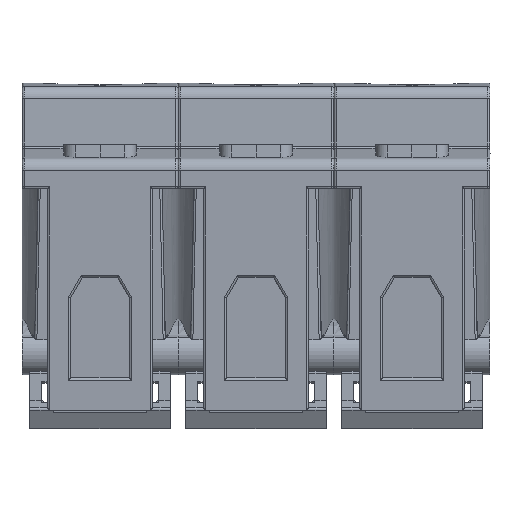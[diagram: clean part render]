
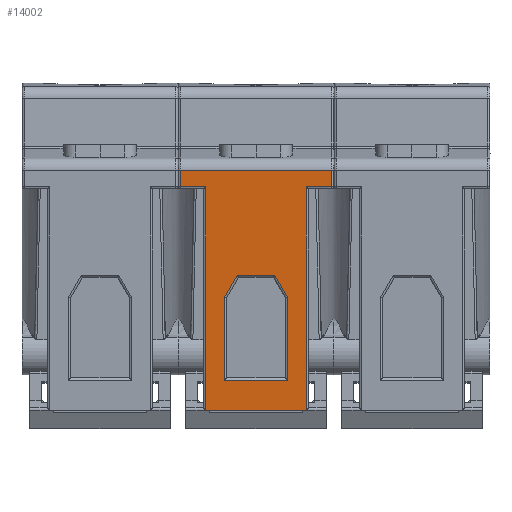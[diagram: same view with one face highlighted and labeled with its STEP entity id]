
A CAD part, front view. The second image highlights one B-rep face of the part: STEP entity #14002.
In plain terms, the highlighted planar face has unit normal (0, -0.996, -0.087).
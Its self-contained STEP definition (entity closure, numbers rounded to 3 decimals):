
#10657=FACE_BOUND('',#17391,.T.);
#10658=FACE_BOUND('',#17392,.T.);
#11223=PLANE('',#38212);
#14002=ADVANCED_FACE('',(#10657,#10658),#11223,.T.);
#17391=EDGE_LOOP('',(#22678,#22679,#22680,#22681,#22682,#22683,#22684,#22685));
#17392=EDGE_LOOP('',(#22686,#22687,#22688,#22689,#22690,#22691));
#22678=ORIENTED_EDGE('',*,*,#30180,.T.);
#22679=ORIENTED_EDGE('',*,*,#30185,.T.);
#22680=ORIENTED_EDGE('',*,*,#30772,.F.);
#22681=ORIENTED_EDGE('',*,*,#30132,.T.);
#22682=ORIENTED_EDGE('',*,*,#30121,.T.);
#22683=ORIENTED_EDGE('',*,*,#30104,.T.);
#22684=ORIENTED_EDGE('',*,*,#30785,.T.);
#22685=ORIENTED_EDGE('',*,*,#30175,.T.);
#22686=ORIENTED_EDGE('',*,*,#29782,.T.);
#22687=ORIENTED_EDGE('',*,*,#30786,.T.);
#22688=ORIENTED_EDGE('',*,*,#29788,.T.);
#22689=ORIENTED_EDGE('',*,*,#30787,.T.);
#22690=ORIENTED_EDGE('',*,*,#29791,.T.);
#22691=ORIENTED_EDGE('',*,*,#30788,.T.);
#26902=VERTEX_POINT('',#50784);
#26903=VERTEX_POINT('',#50785);
#26908=VERTEX_POINT('',#50796);
#26909=VERTEX_POINT('',#50798);
#26910=VERTEX_POINT('',#50802);
#26912=VERTEX_POINT('',#50805);
#26964=VERTEX_POINT('',#51225);
#26977=VERTEX_POINT('',#51300);
#27123=VERTEX_POINT('',#51843);
#27135=VERTEX_POINT('',#51877);
#27142=VERTEX_POINT('',#51899);
#27169=VERTEX_POINT('',#52007);
#27171=VERTEX_POINT('',#52016);
#27174=VERTEX_POINT('',#52024);
#29782=EDGE_CURVE('',#26902,#26903,#33039,.T.);
#29788=EDGE_CURVE('',#26909,#26908,#33042,.T.);
#29791=EDGE_CURVE('',#26912,#26910,#33043,.T.);
#30104=EDGE_CURVE('',#26977,#27123,#33163,.T.);
#30121=EDGE_CURVE('',#27135,#26977,#33172,.T.);
#30132=EDGE_CURVE('',#27142,#27135,#33176,.T.);
#30175=EDGE_CURVE('',#27169,#26964,#33196,.T.);
#30180=EDGE_CURVE('',#26964,#27171,#33199,.T.);
#30185=EDGE_CURVE('',#27171,#27174,#33201,.T.);
#30772=EDGE_CURVE('',#27142,#27174,#33544,.T.);
#30785=EDGE_CURVE('',#27123,#27169,#33553,.T.);
#30786=EDGE_CURVE('',#26903,#26909,#33554,.T.);
#30787=EDGE_CURVE('',#26908,#26912,#33555,.T.);
#30788=EDGE_CURVE('',#26910,#26902,#33556,.T.);
#33039=LINE('',#50783,#35136);
#33042=LINE('',#50797,#35139);
#33043=LINE('',#50804,#35140);
#33163=LINE('',#51842,#35260);
#33172=LINE('',#51876,#35269);
#33176=LINE('',#51898,#35273);
#33196=LINE('',#52006,#35293);
#33199=LINE('',#52015,#35296);
#33201=LINE('',#52026,#35298);
#33544=LINE('',#53905,#35641);
#33553=LINE('',#53934,#35650);
#33554=LINE('',#53935,#35651);
#33555=LINE('',#53936,#35652);
#33556=LINE('',#53937,#35653);
#35136=VECTOR('',#41849,1.);
#35139=VECTOR('',#41860,1.);
#35140=VECTOR('',#41867,1.);
#35260=VECTOR('',#42513,1.);
#35269=VECTOR('',#42548,1.);
#35273=VECTOR('',#42574,1.);
#35293=VECTOR('',#42666,1.);
#35296=VECTOR('',#42677,1.);
#35298=VECTOR('',#42687,1.);
#35641=VECTOR('',#43734,1.);
#35650=VECTOR('',#43777,1.);
#35651=VECTOR('',#43778,1.);
#35652=VECTOR('',#43779,1.);
#35653=VECTOR('',#43780,1.);
#38212=AXIS2_PLACEMENT_3D('',#53938,#43781,#43782);
#41849=DIRECTION('',(1.,0.,0.));
#41860=DIRECTION('',(0.,0.087,-0.996));
#41867=DIRECTION('',(0.,-0.087,0.996));
#42513=DIRECTION('',(0.,-0.087,0.996));
#42548=DIRECTION('',(1.,0.,0.));
#42574=DIRECTION('',(0.,-0.087,0.996));
#42666=DIRECTION('',(0.,0.087,-0.996));
#42677=DIRECTION('',(1.,0.,0.));
#42687=DIRECTION('',(0.,0.087,-0.996));
#43734=DIRECTION('',(-1.,0.,0.));
#43777=DIRECTION('',(-1.,0.,0.));
#43778=DIRECTION('',(0.502,0.075,-0.862));
#43779=DIRECTION('',(-1.,0.,0.));
#43780=DIRECTION('',(0.502,-0.075,0.862));
#43781=DIRECTION('',(0.,-0.996,-0.087));
#43782=DIRECTION('',(-1.,0.,0.));
#50783=CARTESIAN_POINT('',(42.871,1.566,26.212));
#50784=CARTESIAN_POINT('',(36.698,1.566,26.212));
#50785=CARTESIAN_POINT('',(43.102,1.566,26.212));
#50796=CARTESIAN_POINT('',(45.3,3.135,8.28));
#50797=CARTESIAN_POINT('',(45.3,3.1,8.679));
#50798=CARTESIAN_POINT('',(45.3,1.896,22.434));
#50802=CARTESIAN_POINT('',(34.5,1.896,22.434));
#50804=CARTESIAN_POINT('',(34.5,1.906,22.327));
#50805=CARTESIAN_POINT('',(34.5,3.135,8.28));
#51225=CARTESIAN_POINT('',(27.,0.246,41.291));
#51300=CARTESIAN_POINT('',(52.8,0.246,41.291));
#51842=CARTESIAN_POINT('',(52.8,3.588,3.1));
#51843=CARTESIAN_POINT('',(52.8,0.005,44.048));
#51876=CARTESIAN_POINT('',(53.2,0.246,41.291));
#51877=CARTESIAN_POINT('',(48.5,0.246,41.291));
#51898=CARTESIAN_POINT('',(48.5,3.588,3.1));
#51899=CARTESIAN_POINT('',(48.5,3.588,3.1));
#52006=CARTESIAN_POINT('',(27.,0.288,40.816));
#52007=CARTESIAN_POINT('',(27.,0.005,44.048));
#52015=CARTESIAN_POINT('',(53.2,0.246,41.291));
#52016=CARTESIAN_POINT('',(31.3,0.246,41.291));
#52024=CARTESIAN_POINT('',(31.3,3.588,3.1));
#52026=CARTESIAN_POINT('',(31.3,3.588,3.1));
#53905=CARTESIAN_POINT('',(53.2,3.588,3.1));
#53934=CARTESIAN_POINT('',(53.2,0.005,44.048));
#53935=CARTESIAN_POINT('',(45.246,1.888,22.526));
#53936=CARTESIAN_POINT('',(34.9,3.135,8.28));
#53937=CARTESIAN_POINT('',(36.583,1.583,26.013));
#53938=CARTESIAN_POINT('',(53.2,3.588,3.1));
